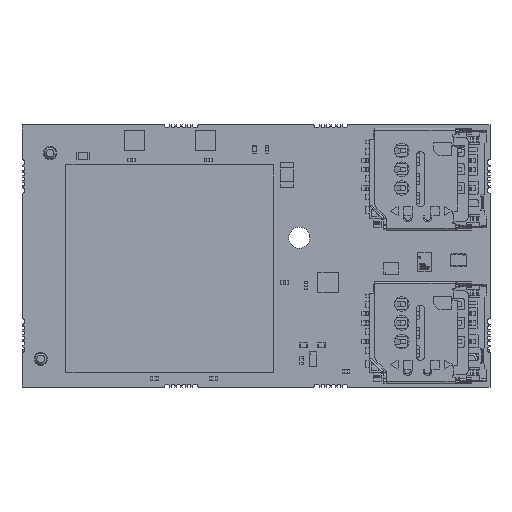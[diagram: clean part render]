
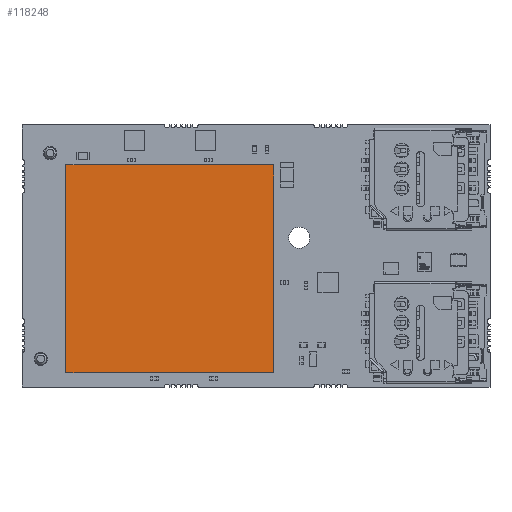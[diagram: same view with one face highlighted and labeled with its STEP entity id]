
A CAD part, top view. The second image highlights one B-rep face of the part: STEP entity #118248.
In plain terms, the highlighted planar face has unit normal (0, 0, 1).
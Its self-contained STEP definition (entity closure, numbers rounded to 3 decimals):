
#6224 = AXIS2_PLACEMENT_3D ( 'NONE', #16117, #57548, #99089 ) ;
#8996 = VERTEX_POINT ( 'NONE', #63738 ) ;
#12017 = CARTESIAN_POINT ( 'NONE',  ( 14.1, 14.1, 2.2 ) ) ;
#16117 = CARTESIAN_POINT ( 'NONE',  ( -14.1, -14.1, 2.2 ) ) ;
#19051 = CARTESIAN_POINT ( 'NONE',  ( 14.1, -14.1, 2.2 ) ) ;
#19207 = CARTESIAN_POINT ( 'NONE',  ( -14.1, 14.1, 2.2 ) ) ;
#27517 = VECTOR ( 'NONE', #60663, 1000. ) ;
#28858 = CARTESIAN_POINT ( 'NONE',  ( 14.1, -14.1, 2.2 ) ) ;
#33859 = ORIENTED_EDGE ( 'NONE', *, *, #61812, .F. ) ;
#40640 = EDGE_LOOP ( 'NONE', ( #72869, #33859, #66069, #100554 ) ) ;
#43897 = EDGE_CURVE ( 'NONE', #86152, #8996, #112397, .T. ) ;
#48175 = VECTOR ( 'NONE', #60507, 1000. ) ;
#50500 = LINE ( 'NONE', #92028, #113461 ) ;
#53464 = DIRECTION ( 'NONE',  ( 0., -1., 0. ) ) ;
#57548 = DIRECTION ( 'NONE',  ( 0., 0., 1. ) ) ;
#60507 = DIRECTION ( 'NONE',  ( -1., 0., 0. ) ) ;
#60663 = DIRECTION ( 'NONE',  ( 1., 0., 0. ) ) ;
#61504 = EDGE_CURVE ( 'NONE', #82600, #120190, #112249, .T. ) ;
#61812 = EDGE_CURVE ( 'NONE', #8996, #82600, #105236, .T. ) ;
#63738 = CARTESIAN_POINT ( 'NONE',  ( 14.1, 14.1, 2.2 ) ) ;
#65936 = CARTESIAN_POINT ( 'NONE',  ( -14.1, -14.1, 2.2 ) ) ;
#66069 = ORIENTED_EDGE ( 'NONE', *, *, #43897, .F. ) ;
#67776 = FACE_OUTER_BOUND ( 'NONE', #40640, .T. ) ;
#68515 = CARTESIAN_POINT ( 'NONE',  ( -14.1, 14.1, 2.2 ) ) ;
#72869 = ORIENTED_EDGE ( 'NONE', *, *, #61504, .F. ) ;
#74355 = VECTOR ( 'NONE', #53464, 1000. ) ;
#82600 = VERTEX_POINT ( 'NONE', #28858 ) ;
#86152 = VERTEX_POINT ( 'NONE', #68515 ) ;
#92028 = CARTESIAN_POINT ( 'NONE',  ( -14.1, -14.1, 2.2 ) ) ;
#99089 = DIRECTION ( 'NONE',  ( 1., 0., 0. ) ) ;
#100554 = ORIENTED_EDGE ( 'NONE', *, *, #132080, .F. ) ;
#105236 = LINE ( 'NONE', #12017, #74355 ) ;
#109306 = PLANE ( 'NONE',  #6224 ) ;
#112249 = LINE ( 'NONE', #19051, #48175 ) ;
#112397 = LINE ( 'NONE', #19207, #27517 ) ;
#113461 = VECTOR ( 'NONE', #133530, 1000. ) ;
#118248 = ADVANCED_FACE ( 'NONE', ( #67776 ), #109306, .T. ) ;
#120190 = VERTEX_POINT ( 'NONE', #65936 ) ;
#132080 = EDGE_CURVE ( 'NONE', #120190, #86152, #50500, .T. ) ;
#133530 = DIRECTION ( 'NONE',  ( 0., 1., 0. ) ) ;
